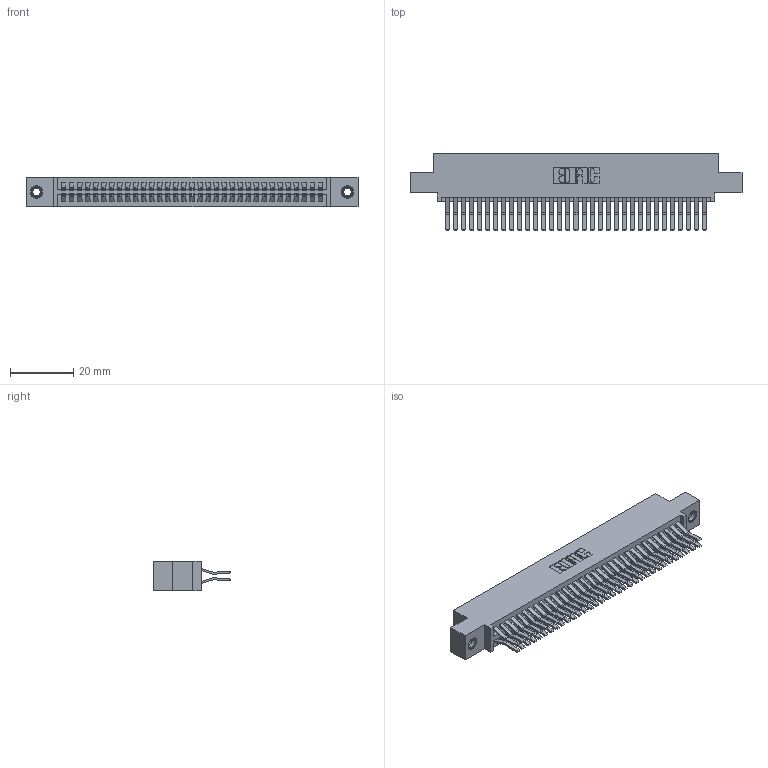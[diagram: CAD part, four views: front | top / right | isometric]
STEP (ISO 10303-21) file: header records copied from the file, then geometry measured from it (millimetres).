
FILE_DESCRIPTION (( 'STEP AP203' ), '1' );
FILE_NAME ('395-066-560-507.STEP', '2018-11-25T07:22:26', ( '' ), ( '' ), 'SwSTEP 2.0', 'SolidWorks 2016', '' );
FILE_SCHEMA (( 'CONFIG_CONTROL_DESIGN' ));
Length unit declared in the file: inch
Products named in the file (4): 395-066-560-507; 345-250-001_345-250-005-103; 345-292-001_560 Tail; 345 Part_0.110 Offset - 0.156 Dia-TI
Assembly tree (69 placements, depth 2):
  395-066-560-507
    345 Part_0.110 Offset - 0.156 Dia-TI
    345-292-001_560 Tail  x66
    345-250-001_345-250-005-103  x2
Bounding box: 105.03 x 24.45 x 9.4 mm (x, y, z)
Volume: 10464.8 mm3; surface area: 16527.8 mm2
Topology: 69 solids, 69 shells, 3622 faces, 10719 edges, 7050 vertices
Faces by surface type: plane 2294, cylinder 1312, cone 12, torus 4
Entity records: 28510 total; most frequent: CARTESIAN_POINT 4771, ORIENTED_EDGE 4698, DIRECTION 4247, EDGE_CURVE 2349, LINE 2061, VECTOR 2061, VERTEX_POINT 1560, AXIS2_PLACEMENT_3D 1093
